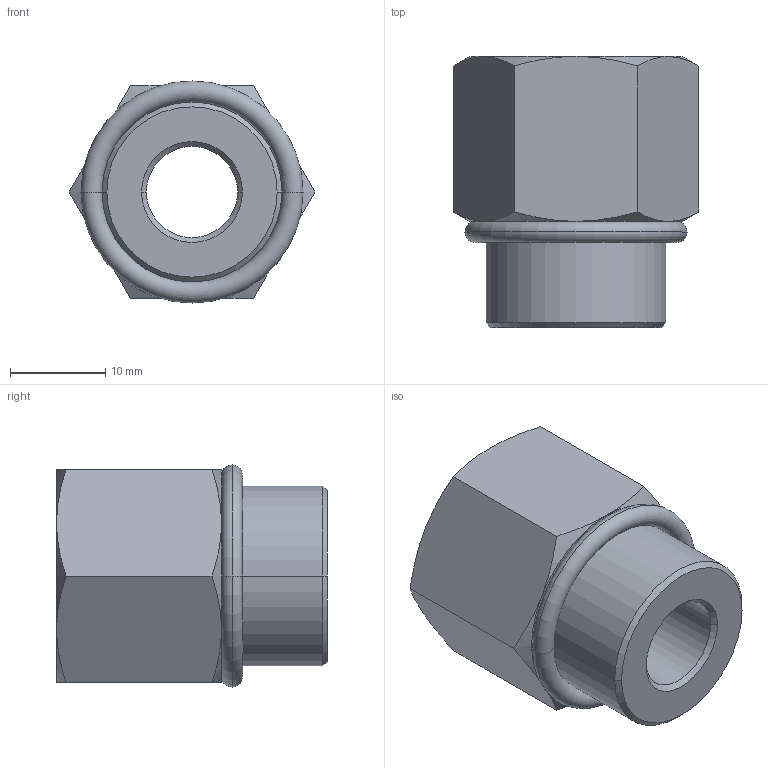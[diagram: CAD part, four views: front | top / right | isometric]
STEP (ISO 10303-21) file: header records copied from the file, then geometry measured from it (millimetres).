
FILE_DESCRIPTION((''),'2;1');
FILE_NAME('ILC30801284','2024-10-01T15:39:10',('npeters'),(''),'CREO PARAMETRIC BY PTC INC, 2021164','CREO PARAMETRIC BY PTC INC, 2021164','');
FILE_SCHEMA(('AUTOMOTIVE_DESIGN { 1 0 10303 214 1 1 1 1 }'));
Length unit declared in the file: inch
Products named in the file (1): ILC30801284
Bounding box: 25.81 x 28.45 x 23.32 mm (x, y, z)
Volume: 8766.9 mm3; surface area: 4403.4 mm2
Topology: 1 solids, 2 shells, 40 faces, 87 edges, 50 vertices
Faces by surface type: cone 18, plane 11, cylinder 7, torus 4
Entity records: 1696 total; most frequent: CARTESIAN_POINT 346, DIRECTION 213, ORIENTED_EDGE 170, PRESENTATION_STYLE_ASSIGNMENT 96, AXIS2_PLACEMENT_3D 94, STYLED_ITEM 92, CURVE_STYLE 90, EDGE_CURVE 87
